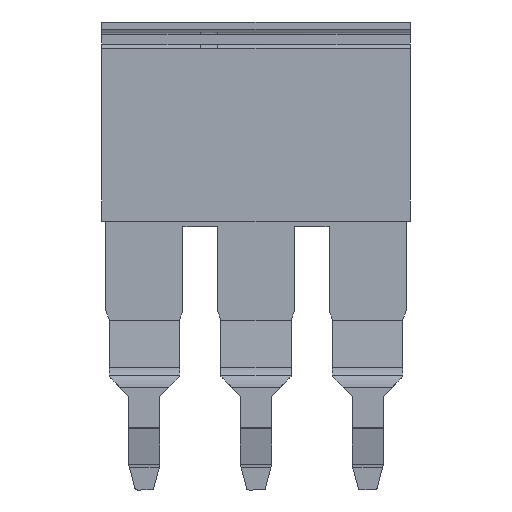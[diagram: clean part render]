
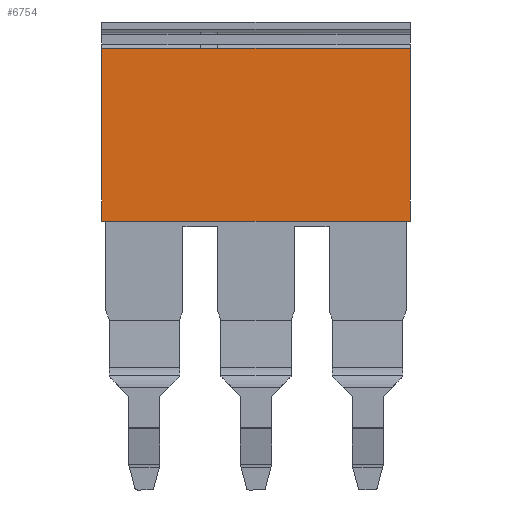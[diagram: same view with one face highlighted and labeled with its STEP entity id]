
A CAD part, front view. The second image highlights one B-rep face of the part: STEP entity #6754.
In plain terms, the highlighted planar face has unit normal (0, -1, 0).
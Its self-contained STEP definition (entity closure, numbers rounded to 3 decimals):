
#6734=AXIS2_PLACEMENT_3D('Plane Axis2P3D',#6731,#6732,#6733) ;
#6565=CARTESIAN_POINT('Vertex',(0.,0.4,32.056)) ;
#6568=CARTESIAN_POINT('Line Origine',(11.2,0.4,32.056)) ;
#6572=CARTESIAN_POINT('Vertex',(22.4,0.4,32.056)) ;
#6605=CARTESIAN_POINT('Vertex',(0.,0.4,19.509)) ;
#6608=CARTESIAN_POINT('Line Origine',(0.,0.4,25.782)) ;
#6731=CARTESIAN_POINT('Axis2P3D Location',(-5.6,0.4,15.659)) ;
#6736=CARTESIAN_POINT('Line Origine',(11.2,0.4,19.509)) ;
#6740=CARTESIAN_POINT('Vertex',(22.4,0.4,19.509)) ;
#6743=CARTESIAN_POINT('Line Origine',(22.4,0.4,25.782)) ;
#6569=DIRECTION('Vector Direction',(-1.,0.,0.)) ;
#6609=DIRECTION('Vector Direction',(0.,0.,-1.)) ;
#6732=DIRECTION('Axis2P3D Direction',(0.,-1.,0.)) ;
#6733=DIRECTION('Axis2P3D XDirection',(0.,0.,1.)) ;
#6737=DIRECTION('Vector Direction',(1.,0.,0.)) ;
#6744=DIRECTION('Vector Direction',(0.,0.,1.)) ;
#6570=VECTOR('Line Direction',#6569,1.) ;
#6610=VECTOR('Line Direction',#6609,1.) ;
#6738=VECTOR('Line Direction',#6737,1.) ;
#6745=VECTOR('Line Direction',#6744,1.) ;
#6749=ORIENTED_EDGE('',*,*,#6742,.T.) ;
#6750=ORIENTED_EDGE('',*,*,#6747,.T.) ;
#6751=ORIENTED_EDGE('',*,*,#6574,.T.) ;
#6752=ORIENTED_EDGE('',*,*,#6612,.T.) ;
#6754=ADVANCED_FACE('ISTE_ZQV6',(#6753),#6735,.T.) ;
#6574=EDGE_CURVE('',#6573,#6566,#6571,.T.) ;
#6612=EDGE_CURVE('',#6566,#6606,#6611,.T.) ;
#6742=EDGE_CURVE('',#6606,#6741,#6739,.T.) ;
#6747=EDGE_CURVE('',#6741,#6573,#6746,.T.) ;
#6748=EDGE_LOOP('',(#6749,#6750,#6751,#6752)) ;
#6753=FACE_OUTER_BOUND('',#6748,.T.) ;
#6571=LINE('Line',#6568,#6570) ;
#6611=LINE('Line',#6608,#6610) ;
#6739=LINE('Line',#6736,#6738) ;
#6746=LINE('Line',#6743,#6745) ;
#6735=PLANE('',#6734) ;
#6566=VERTEX_POINT('',#6565) ;
#6573=VERTEX_POINT('',#6572) ;
#6606=VERTEX_POINT('',#6605) ;
#6741=VERTEX_POINT('',#6740) ;
